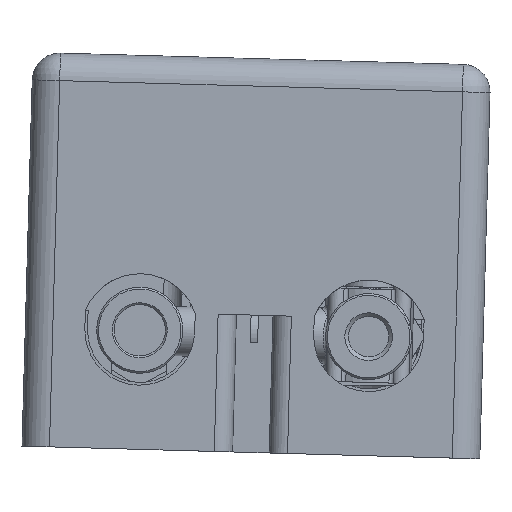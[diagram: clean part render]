
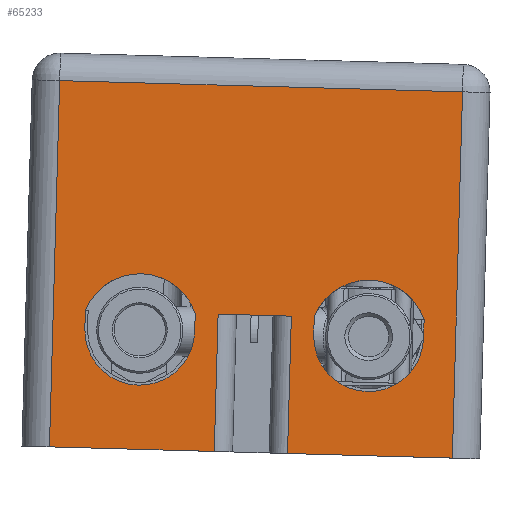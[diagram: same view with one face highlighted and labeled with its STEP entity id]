
A CAD part, front view. The second image highlights one B-rep face of the part: STEP entity #65233.
In plain terms, the highlighted planar face has unit normal (0, -1, 0).
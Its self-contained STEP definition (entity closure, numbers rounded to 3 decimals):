
#338=FACE_BOUND('',#22438,.T.);
#339=FACE_BOUND('',#22439,.T.);
#3958=LINE('',#96102,#10348);
#4069=LINE('',#96543,#10459);
#4825=LINE('',#103402,#11215);
#4854=LINE('',#103481,#11244);
#4880=LINE('',#103553,#11270);
#4881=LINE('',#103555,#11271);
#4885=LINE('',#103562,#11275);
#4886=LINE('',#103565,#11276);
#4889=LINE('',#103575,#11279);
#4890=LINE('',#103576,#11280);
#4891=LINE('',#103578,#11281);
#4892=LINE('',#103579,#11282);
#10348=VECTOR('',#74572,4.);
#10459=VECTOR('',#74931,22.);
#11215=VECTOR('',#77107,1.);
#11244=VECTOR('',#77184,1.);
#11270=VECTOR('',#77256,20.);
#11271=VECTOR('',#77259,1.);
#11275=VECTOR('',#77269,1.);
#11276=VECTOR('',#77272,20.);
#11279=VECTOR('',#77285,7.5);
#11280=VECTOR('',#77286,9.);
#11281=VECTOR('',#77287,9.);
#11282=VECTOR('',#77288,7.5);
#18797=FACE_OUTER_BOUND('',#22437,.T.);
#22437=EDGE_LOOP('',(#48988,#48989,#48990,#48991,#48992,#48993,#48994,#48995));
#22438=EDGE_LOOP('',(#48996,#48997,#48998,#48999));
#22439=EDGE_LOOP('',(#49000,#49001,#49002,#49003));
#25226=CIRCLE('',#68126,3.2);
#25231=CIRCLE('',#68140,3.2);
#25589=CIRCLE('',#68882,3.);
#25599=CIRCLE('',#68902,3.);
#28132=VERTEX_POINT('',#96098);
#28133=VERTEX_POINT('',#96100);
#28214=VERTEX_POINT('',#96425);
#28215=VERTEX_POINT('',#96427);
#28232=VERTEX_POINT('',#96473);
#28233=VERTEX_POINT('',#96475);
#28252=VERTEX_POINT('',#96535);
#28255=VERTEX_POINT('',#96542);
#29233=VERTEX_POINT('',#103400);
#29235=VERTEX_POINT('',#103406);
#29258=VERTEX_POINT('',#103474);
#29259=VERTEX_POINT('',#103476);
#29282=VERTEX_POINT('',#103551);
#29283=VERTEX_POINT('',#103564);
#29285=VERTEX_POINT('',#103574);
#29286=VERTEX_POINT('',#103577);
#34874=EDGE_CURVE('',#28133,#28132,#3958,.T.);
#34993=EDGE_CURVE('',#28215,#28214,#25226,.T.);
#35017=EDGE_CURVE('',#28233,#28232,#25231,.T.);
#35050=EDGE_CURVE('',#28252,#28255,#4069,.T.);
#36539=EDGE_CURVE('',#28214,#29233,#4825,.T.);
#36542=EDGE_CURVE('',#29233,#29235,#25589,.T.);
#36577=EDGE_CURVE('',#29259,#29258,#25599,.T.);
#36580=EDGE_CURVE('',#28232,#29259,#4854,.T.);
#36615=EDGE_CURVE('',#29282,#28252,#4880,.T.);
#36616=EDGE_CURVE('',#29235,#28215,#4881,.T.);
#36620=EDGE_CURVE('',#29258,#28233,#4885,.T.);
#36621=EDGE_CURVE('',#29283,#28255,#4886,.T.);
#36625=EDGE_CURVE('',#29285,#28133,#4889,.T.);
#36626=EDGE_CURVE('',#29283,#29285,#4890,.T.);
#36627=EDGE_CURVE('',#29286,#29282,#4891,.T.);
#36628=EDGE_CURVE('',#28132,#29286,#4892,.T.);
#48988=ORIENTED_EDGE('',*,*,#34874,.F.);
#48989=ORIENTED_EDGE('',*,*,#36625,.F.);
#48990=ORIENTED_EDGE('',*,*,#36626,.F.);
#48991=ORIENTED_EDGE('',*,*,#36621,.T.);
#48992=ORIENTED_EDGE('',*,*,#35050,.F.);
#48993=ORIENTED_EDGE('',*,*,#36615,.F.);
#48994=ORIENTED_EDGE('',*,*,#36627,.F.);
#48995=ORIENTED_EDGE('',*,*,#36628,.F.);
#48996=ORIENTED_EDGE('',*,*,#36539,.T.);
#48997=ORIENTED_EDGE('',*,*,#36542,.T.);
#48998=ORIENTED_EDGE('',*,*,#36616,.T.);
#48999=ORIENTED_EDGE('',*,*,#34993,.T.);
#49000=ORIENTED_EDGE('',*,*,#35017,.T.);
#49001=ORIENTED_EDGE('',*,*,#36580,.T.);
#49002=ORIENTED_EDGE('',*,*,#36577,.T.);
#49003=ORIENTED_EDGE('',*,*,#36620,.T.);
#62566=PLANE('',#68936);
#65233=ADVANCED_FACE('',(#18797,#338,#339),#62566,.T.);
#68126=AXIS2_PLACEMENT_3D('',#96428,#74812,#74813);
#68140=AXIS2_PLACEMENT_3D('',#96476,#74856,#74857);
#68882=AXIS2_PLACEMENT_3D('',#103408,#77113,#77114);
#68902=AXIS2_PLACEMENT_3D('',#103477,#77178,#77179);
#68936=AXIS2_PLACEMENT_3D('',#103573,#77283,#77284);
#74572=DIRECTION('',(-1.,0.,0.028));
#74812=DIRECTION('center_axis',(0.,1.,0.));
#74813=DIRECTION('ref_axis',(-0.927,0.,0.374));
#74856=DIRECTION('center_axis',(0.,1.,0.));
#74857=DIRECTION('ref_axis',(0.947,0.,0.322));
#74931=DIRECTION('',(1.,0.,-0.028));
#77107=DIRECTION('',(-0.028,0.,-1.));
#77113=DIRECTION('center_axis',(0.,1.,0.));
#77114=DIRECTION('ref_axis',(-1.,0.,0.028));
#77178=DIRECTION('center_axis',(0.,1.,0.));
#77179=DIRECTION('ref_axis',(1.,0.,-0.028));
#77184=DIRECTION('',(-0.028,0.,-1.));
#77256=DIRECTION('',(0.028,0.,1.));
#77259=DIRECTION('',(0.028,0.,1.));
#77269=DIRECTION('',(0.028,0.,1.));
#77272=DIRECTION('',(0.028,0.,1.));
#77283=DIRECTION('center_axis',(0.,-1.,0.));
#77284=DIRECTION('ref_axis',(-0.028,0.,-1.));
#77285=DIRECTION('',(0.028,0.,1.));
#77286=DIRECTION('',(-1.,0.,0.028));
#77287=DIRECTION('',(-1.,0.,0.028));
#77288=DIRECTION('',(-0.028,0.,-1.));
#96098=CARTESIAN_POINT('',(-11.481,-21.703,52.426));
#96100=CARTESIAN_POINT('',(-7.483,-21.703,52.315));
#96102=CARTESIAN_POINT('',(3.013,-21.703,52.021));
#96425=CARTESIAN_POINT('',(-12.731,-21.703,52.461));
#96427=CARTESIAN_POINT('',(-18.728,-21.703,52.629));
#96428=CARTESIAN_POINT('Origin',(-15.761,-21.703,51.432));
#96473=CARTESIAN_POINT('',(-0.235,-21.703,52.112));
#96475=CARTESIAN_POINT('',(-6.233,-21.703,52.28));
#96476=CARTESIAN_POINT('Origin',(-3.265,-21.703,51.083));
#96535=CARTESIAN_POINT('',(-20.129,-21.703,65.173));
#96542=CARTESIAN_POINT('',(1.863,-21.703,64.558));
#96543=CARTESIAN_POINT('',(-2.885,-21.703,64.691));
#103400=CARTESIAN_POINT('',(-12.759,-21.703,51.462));
#103402=CARTESIAN_POINT('',(-12.849,-21.703,48.213));
#103406=CARTESIAN_POINT('',(-18.756,-21.703,51.629));
#103408=CARTESIAN_POINT('Origin',(-15.757,-21.703,51.545));
#103474=CARTESIAN_POINT('',(-6.261,-21.703,51.28));
#103476=CARTESIAN_POINT('',(-0.263,-21.703,51.113));
#103477=CARTESIAN_POINT('Origin',(-3.262,-21.703,51.196));
#103481=CARTESIAN_POINT('',(-0.326,-21.703,48.863));
#103551=CARTESIAN_POINT('',(-20.687,-21.703,45.18));
#103553=CARTESIAN_POINT('',(-20.687,-21.703,45.18));
#103555=CARTESIAN_POINT('',(-18.819,-21.703,49.38));
#103562=CARTESIAN_POINT('',(-6.352,-21.703,48.031));
#103564=CARTESIAN_POINT('',(1.304,-21.703,44.566));
#103565=CARTESIAN_POINT('',(1.304,-21.703,44.566));
#103573=CARTESIAN_POINT('Origin',(1.304,-21.703,44.566));
#103574=CARTESIAN_POINT('',(-7.692,-21.703,44.817));
#103575=CARTESIAN_POINT('',(-7.573,-21.703,49.066));
#103576=CARTESIAN_POINT('',(1.304,-21.703,44.566));
#103577=CARTESIAN_POINT('',(-11.69,-21.703,44.929));
#103578=CARTESIAN_POINT('',(1.304,-21.703,44.566));
#103579=CARTESIAN_POINT('',(-11.572,-21.703,49.178));
